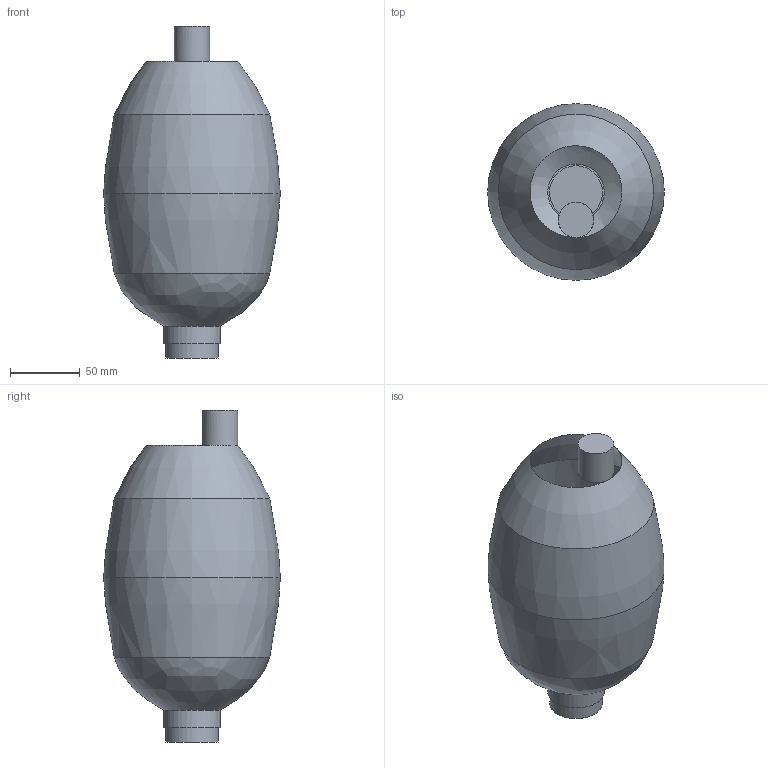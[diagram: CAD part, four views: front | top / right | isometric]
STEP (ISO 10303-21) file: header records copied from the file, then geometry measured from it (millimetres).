
FILE_DESCRIPTION(('HOOPS Exchange Step'),'2;1');
FILE_NAME('2cb33968e507cda8d8e5c4de941e6ce220200328-3353-5x82lr.SLDPRT.step','2020-03-28T05:28:15+00:00',('converter2'),('Unknown organisation'),'HOOPS Exchange 2019.2','HOOPS Exchange','Unknown authorisation');
FILE_SCHEMA( ('AUTOMOTIVE_DESIGN { 1 0 10303 214 1 1 1 1 }') );
Length unit declared in the file: inch
Products named in the file (2): Default; 2cb33968e507cda8d8e5c4de941e6ce220200328-3353-5x82lr
Assembly tree (1 placements, depth 2):
  2cb33968e507cda8d8e5c4de941e6ce220200328-3353-5x82lr
    Default
Bounding box: 127 x 127 x 238.76 mm (x, y, z)
Volume: 1850079.1 mm3; surface area: 80017.1 mm2
Topology: 1 solids, 1 shells, 11 faces, 24 edges, 16 vertices
Faces by surface type: plane 4, bspline 4, cylinder 3
Full cylindrical faces by diameter (mm): 25.4 x1, 38.1 x1, 40.64 x1
Entity records: 494 total; most frequent: CARTESIAN_POINT 206, DIRECTION 57, ORIENTED_EDGE 48, AXIS2_PLACEMENT_3D 27, EDGE_CURVE 24, CIRCLE 17, VERTEX_POINT 16, EDGE_LOOP 12
